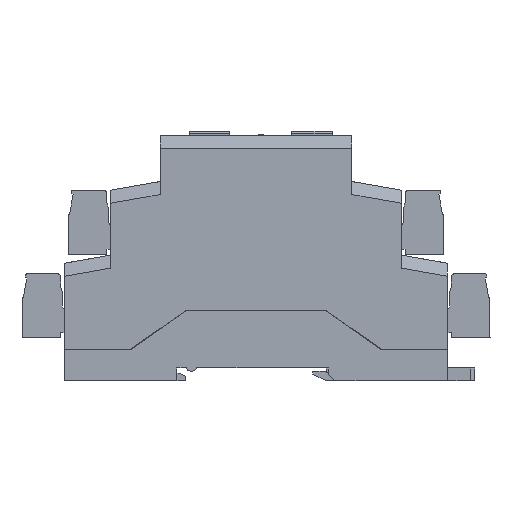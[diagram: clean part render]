
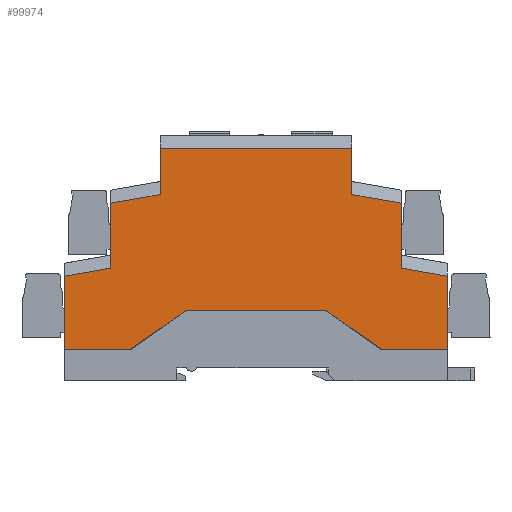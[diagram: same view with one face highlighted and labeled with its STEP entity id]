
A CAD part, left-side view. The second image highlights one B-rep face of the part: STEP entity #99974.
In plain terms, the highlighted planar face has unit normal (-1, 0, 0).
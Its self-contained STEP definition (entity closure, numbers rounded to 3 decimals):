
#1165 = LINE ( 'NONE', #140905, #184964 ) ;
#3791 = CARTESIAN_POINT ( 'NONE',  ( 0., 67.35, 39.3 ) ) ;
#4408 = LINE ( 'NONE', #45767, #77056 ) ;
#4660 = DIRECTION ( 'NONE',  ( 0., 0.985, -0.174 ) ) ;
#5740 = LINE ( 'NONE', #137258, #121515 ) ;
#6194 = VERTEX_POINT ( 'NONE', #104405 ) ;
#6242 = VECTOR ( 'NONE', #61089, 1000. ) ;
#8849 = CARTESIAN_POINT ( 'NONE',  ( 0., 0., 0. ) ) ;
#9415 = DIRECTION ( 'NONE',  ( 0., 0., -1. ) ) ;
#10324 = ORIENTED_EDGE ( 'NONE', *, *, #186508, .T. ) ;
#12885 = VERTEX_POINT ( 'NONE', #101502 ) ;
#14008 = VERTEX_POINT ( 'NONE', #118996 ) ;
#24370 = LINE ( 'NONE', #65780, #169612 ) ;
#25791 = CARTESIAN_POINT ( 'NONE',  ( 0., 78.85, 22.06 ) ) ;
#28856 = EDGE_CURVE ( 'NONE', #82729, #67887, #5740, .T. ) ;
#29371 = EDGE_CURVE ( 'NONE', #75180, #6194, #118776, .T. ) ;
#31601 = VECTOR ( 'NONE', #175852, 1000. ) ;
#31628 = LINE ( 'NONE', #46854, #108821 ) ;
#31907 = EDGE_CURVE ( 'NONE', #136042, #176051, #139960, .T. ) ;
#35787 = ORIENTED_EDGE ( 'NONE', *, *, #138424, .F. ) ;
#39022 = VECTOR ( 'NONE', #145177, 1000. ) ;
#39326 = LINE ( 'NONE', #166039, #155129 ) ;
#39401 = DIRECTION ( 'NONE',  ( 0., 1., 0. ) ) ;
#41459 = CARTESIAN_POINT ( 'NONE',  ( 0., 22.35, 47.1 ) ) ;
#42171 = CARTESIAN_POINT ( 'NONE',  ( 0., 10.85, 19.014 ) ) ;
#45767 = CARTESIAN_POINT ( 'NONE',  ( 0., 28.525, 9.15 ) ) ;
#46623 = ORIENTED_EDGE ( 'NONE', *, *, #123717, .F. ) ;
#46854 = CARTESIAN_POINT ( 'NONE',  ( 0., 74.243, 0. ) ) ;
#50017 = CARTESIAN_POINT ( 'NONE',  ( 0., 10.85, 34.226 ) ) ;
#52616 = DIRECTION ( 'NONE',  ( 0., 0., 1. ) ) ;
#52749 = CARTESIAN_POINT ( 'NONE',  ( 0., 74.243, 0. ) ) ;
#55617 = ORIENTED_EDGE ( 'NONE', *, *, #163074, .F. ) ;
#55995 = EDGE_CURVE ( 'NONE', #164673, #12885, #102618, .T. ) ;
#56792 = EDGE_CURVE ( 'NONE', #120549, #67887, #142839, .T. ) ;
#58647 = EDGE_CURVE ( 'NONE', #83996, #12885, #1165, .T. ) ;
#59272 = EDGE_LOOP ( 'NONE', ( #128727, #146933, #55617, #113023, #170752, #81590, #46623, #35787, #73011, #73906, #155140, #10324, #101061, #130938, #146566, #166454 ) ) ;
#60081 = CARTESIAN_POINT ( 'NONE',  ( 0., 22.871, 36.346 ) ) ;
#60460 = DIRECTION ( 'NONE',  ( 0., 0.819, 0.574 ) ) ;
#61089 = DIRECTION ( 'NONE',  ( 0., 1., 0. ) ) ;
#61536 = DIRECTION ( 'NONE',  ( 0., 0.819, -0.574 ) ) ;
#62605 = CARTESIAN_POINT ( 'NONE',  ( 0., 22.35, 36.254 ) ) ;
#62785 = DIRECTION ( 'NONE',  ( 0., 0., 1. ) ) ;
#64199 = LINE ( 'NONE', #166452, #102672 ) ;
#65003 = DIRECTION ( 'NONE',  ( 0., 0.985, -0.174 ) ) ;
#65780 = CARTESIAN_POINT ( 'NONE',  ( 0., 89.7, 0. ) ) ;
#66789 = LINE ( 'NONE', #60081, #143883 ) ;
#66793 = CARTESIAN_POINT ( 'NONE',  ( 0., 0., 0. ) ) ;
#67887 = VERTEX_POINT ( 'NONE', #42171 ) ;
#68890 = VERTEX_POINT ( 'NONE', #95694 ) ;
#69954 = LINE ( 'NONE', #77005, #108479 ) ;
#73011 = ORIENTED_EDGE ( 'NONE', *, *, #132233, .F. ) ;
#73032 = CARTESIAN_POINT ( 'NONE',  ( 0., 67.35, 36.254 ) ) ;
#73906 = ORIENTED_EDGE ( 'NONE', *, *, #28856, .T. ) ;
#74449 = CARTESIAN_POINT ( 'NONE',  ( 0., 10.85, 37.272 ) ) ;
#75180 = VERTEX_POINT ( 'NONE', #144597 ) ;
#77005 = CARTESIAN_POINT ( 'NONE',  ( 0., 78.329, 34.318 ) ) ;
#77056 = VECTOR ( 'NONE', #60460, 1000. ) ;
#80318 = DIRECTION ( 'NONE',  ( 0., 0., 1. ) ) ;
#81590 = ORIENTED_EDGE ( 'NONE', *, *, #106550, .F. ) ;
#82729 = VERTEX_POINT ( 'NONE', #151735 ) ;
#83996 = VERTEX_POINT ( 'NONE', #41459 ) ;
#88536 = DIRECTION ( 'NONE',  ( 0., 0.985, 0.174 ) ) ;
#95694 = CARTESIAN_POINT ( 'NONE',  ( 0., 15.457, 0. ) ) ;
#98038 = DIRECTION ( 'NONE',  ( 0., 0., 1. ) ) ;
#98973 = VECTOR ( 'NONE', #9415, 1000. ) ;
#99974 = ADVANCED_FACE ( 'NONE', ( #182137 ), #168050, .T. ) ;
#101061 = ORIENTED_EDGE ( 'NONE', *, *, #181965, .F. ) ;
#101502 = CARTESIAN_POINT ( 'NONE',  ( 0., 67.35, 47.1 ) ) ;
#102618 = LINE ( 'NONE', #3791, #179869 ) ;
#102672 = VECTOR ( 'NONE', #65003, 1000. ) ;
#104405 = CARTESIAN_POINT ( 'NONE',  ( 0., 89.7, 0. ) ) ;
#106550 = EDGE_CURVE ( 'NONE', #155579, #14008, #39326, .T. ) ;
#106597 = CARTESIAN_POINT ( 'NONE',  ( 0., 78.85, 34.226 ) ) ;
#108479 = VECTOR ( 'NONE', #4660, 1000. ) ;
#108821 = VECTOR ( 'NONE', #61536, 1000. ) ;
#110909 = CARTESIAN_POINT ( 'NONE',  ( 0., 0., 20.147 ) ) ;
#113023 = ORIENTED_EDGE ( 'NONE', *, *, #29371, .F. ) ;
#113673 = LINE ( 'NONE', #174361, #39022 ) ;
#116180 = AXIS2_PLACEMENT_3D ( 'NONE', #8849, #139487, #52616 ) ;
#117427 = LINE ( 'NONE', #147982, #6242 ) ;
#118776 = LINE ( 'NONE', #52749, #157333 ) ;
#118996 = CARTESIAN_POINT ( 'NONE',  ( 0., 61.175, 9.15 ) ) ;
#120549 = VERTEX_POINT ( 'NONE', #50017 ) ;
#121515 = VECTOR ( 'NONE', #180409, 1000. ) ;
#123521 = DIRECTION ( 'NONE',  ( 0., 1., 0. ) ) ;
#123717 = EDGE_CURVE ( 'NONE', #68890, #155579, #4408, .T. ) ;
#127165 = VERTEX_POINT ( 'NONE', #182994 ) ;
#128727 = ORIENTED_EDGE ( 'NONE', *, *, #31907, .F. ) ;
#129332 = VERTEX_POINT ( 'NONE', #66793 ) ;
#130938 = ORIENTED_EDGE ( 'NONE', *, *, #58647, .T. ) ;
#132233 = EDGE_CURVE ( 'NONE', #82729, #129332, #137641, .T. ) ;
#134718 = EDGE_CURVE ( 'NONE', #136042, #127165, #64199, .T. ) ;
#135435 = VECTOR ( 'NONE', #98038, 1000. ) ;
#136042 = VERTEX_POINT ( 'NONE', #176579 ) ;
#137198 = VERTEX_POINT ( 'NONE', #62605 ) ;
#137258 = CARTESIAN_POINT ( 'NONE',  ( 0., 11.371, 19.106 ) ) ;
#137641 = LINE ( 'NONE', #110909, #98973 ) ;
#138424 = EDGE_CURVE ( 'NONE', #129332, #68890, #117427, .T. ) ;
#139487 = DIRECTION ( 'NONE',  ( -1., 0., 0. ) ) ;
#139960 = LINE ( 'NONE', #25791, #135435 ) ;
#140905 = CARTESIAN_POINT ( 'NONE',  ( 0., 67.35, 47.1 ) ) ;
#142081 = CARTESIAN_POINT ( 'NONE',  ( 0., 28.525, 9.15 ) ) ;
#142839 = LINE ( 'NONE', #74449, #31601 ) ;
#143883 = VECTOR ( 'NONE', #88536, 1000. ) ;
#144597 = CARTESIAN_POINT ( 'NONE',  ( 0., 74.243, 0. ) ) ;
#145177 = DIRECTION ( 'NONE',  ( 0., 0., -1. ) ) ;
#146566 = ORIENTED_EDGE ( 'NONE', *, *, #55995, .F. ) ;
#146933 = ORIENTED_EDGE ( 'NONE', *, *, #134718, .T. ) ;
#147982 = CARTESIAN_POINT ( 'NONE',  ( 0., 0., 0. ) ) ;
#150930 = EDGE_CURVE ( 'NONE', #164673, #176051, #69954, .T. ) ;
#151735 = CARTESIAN_POINT ( 'NONE',  ( 0., 0., 17.101 ) ) ;
#153818 = EDGE_CURVE ( 'NONE', #14008, #75180, #31628, .T. ) ;
#155129 = VECTOR ( 'NONE', #123521, 1000. ) ;
#155140 = ORIENTED_EDGE ( 'NONE', *, *, #56792, .F. ) ;
#155579 = VERTEX_POINT ( 'NONE', #142081 ) ;
#157333 = VECTOR ( 'NONE', #168803, 1000. ) ;
#163074 = EDGE_CURVE ( 'NONE', #6194, #127165, #24370, .T. ) ;
#164673 = VERTEX_POINT ( 'NONE', #73032 ) ;
#166039 = CARTESIAN_POINT ( 'NONE',  ( 0., 61.175, 9.15 ) ) ;
#166452 = CARTESIAN_POINT ( 'NONE',  ( 0., 89.179, 17.192 ) ) ;
#166454 = ORIENTED_EDGE ( 'NONE', *, *, #150930, .T. ) ;
#168050 = PLANE ( 'NONE',  #116180 ) ;
#168803 = DIRECTION ( 'NONE',  ( 0., 1., 0. ) ) ;
#169612 = VECTOR ( 'NONE', #80318, 1000. ) ;
#170752 = ORIENTED_EDGE ( 'NONE', *, *, #153818, .F. ) ;
#174361 = CARTESIAN_POINT ( 'NONE',  ( 0., 22.35, 50.1 ) ) ;
#175852 = DIRECTION ( 'NONE',  ( 0., 0., -1. ) ) ;
#176051 = VERTEX_POINT ( 'NONE', #106597 ) ;
#176579 = CARTESIAN_POINT ( 'NONE',  ( 0., 78.85, 19.014 ) ) ;
#179869 = VECTOR ( 'NONE', #62785, 1000. ) ;
#180409 = DIRECTION ( 'NONE',  ( 0., 0.985, 0.174 ) ) ;
#181965 = EDGE_CURVE ( 'NONE', #83996, #137198, #113673, .T. ) ;
#182137 = FACE_OUTER_BOUND ( 'NONE', #59272, .T. ) ;
#182994 = CARTESIAN_POINT ( 'NONE',  ( 0., 89.7, 17.101 ) ) ;
#184964 = VECTOR ( 'NONE', #39401, 1000. ) ;
#186508 = EDGE_CURVE ( 'NONE', #120549, #137198, #66789, .T. ) ;
